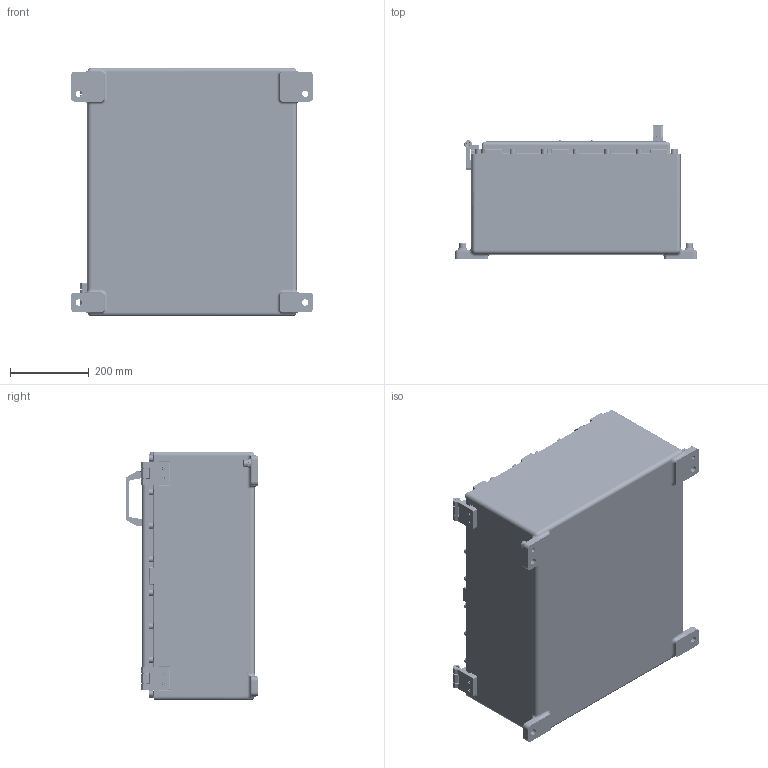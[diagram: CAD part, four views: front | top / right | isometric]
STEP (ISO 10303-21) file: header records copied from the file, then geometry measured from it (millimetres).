
FILE_DESCRIPTION (( 'STEP AP203' ), '1' );
FILE_NAME ('40104060.step', '2019-04-15T14:00:05', ( '' ), ( '' ), 'SwSTEP 2.0', 'SolidWorks 2018', '' );
FILE_SCHEMA (( 'CONFIG_CONTROL_DESIGN' ));
Length unit declared in the file: millimetre
Products named in the file (27): 93432_EN ISO 4762 M12 x 20 - 20N; 70441; 83127; 40104060; 82014_40104060; 93419_PreviewCfg; 93414; 70805_Hinge Seite C; 98063; 83135; 70855_Hinge side C; 93426; 70443; 92780; 92785; 52001_90 degree; 92783; 83274; 93412; 83136; 40000036126_11-5g; 40000012405; 40304060; 93711; 70442; 93421; 92081
Assembly tree (105 placements, depth 3):
  40104060
    70805_Hinge Seite C
    82014_40104060
    40304060
    98063  x10
    93426  x6
    93711  x2
    92081  x4
    83274  x4
    93419_PreviewCfg  x2
    93432_EN ISO 4762 M12 x 20 - 20N  x2
    70855_Hinge side C
    92783
    93414  x2
    92780
    93412  x2
    93421  x26
    83127  x26
    70441
    40000012405  x2
    52001_90 degree  x2
      70443
      83135
      70442
      40000012405
    83136
  92785
  40000036126_11-5g
Bounding box: 614 x 337 x 630 mm (x, y, z)
Volume: 28192449.5 mm3; surface area: 3386259.8 mm2
Topology: 110 solids, 110 shells, 4559 faces, 10275 edges, 5710 vertices
Faces by surface type: cylinder 1576, plane 1445, bspline 612, torus 410, cone 408, sphere 108
Entity records: 112015 total; most frequent: CARTESIAN_POINT 44820, ORIENTED_EDGE 13338, DIRECTION 12858, EDGE_CURVE 6669, AXIS2_PLACEMENT_3D 5027, VERTEX_POINT 3845, EDGE_LOOP 3162, ADVANCED_FACE 2959
